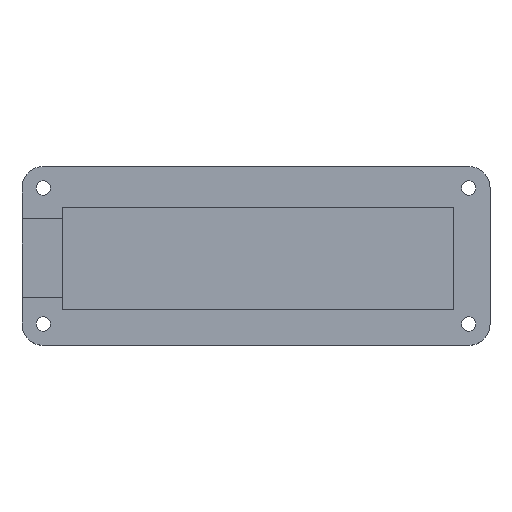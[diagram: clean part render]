
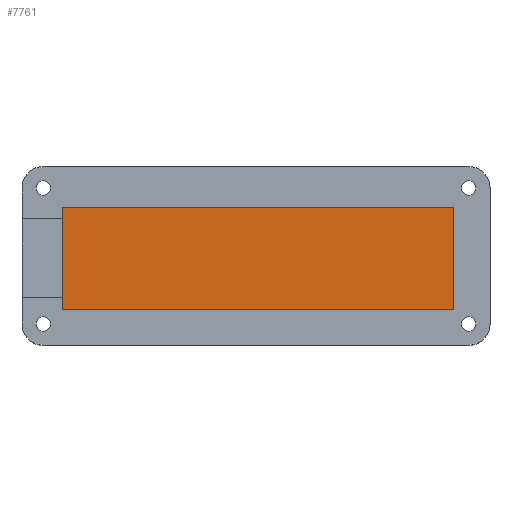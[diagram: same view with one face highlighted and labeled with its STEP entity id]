
A CAD part, top view. The second image highlights one B-rep face of the part: STEP entity #7761.
In plain terms, the highlighted planar face has unit normal (0, 0, 1).
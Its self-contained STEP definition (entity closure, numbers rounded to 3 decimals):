
#215=PLANE('',#7941);
#625=FACE_OUTER_BOUND('',#1076,.T.);
#1076=EDGE_LOOP('',(#7016,#7017,#7018,#7019));
#1684=LINE('',#15777,#2285);
#1685=LINE('',#15779,#2286);
#1686=LINE('',#15781,#2287);
#1687=LINE('',#15782,#2288);
#2285=VECTOR('',#8851,10.);
#2286=VECTOR('',#8852,10.);
#2287=VECTOR('',#8853,10.);
#2288=VECTOR('',#8854,10.);
#3599=VERTEX_POINT('',#15775);
#3600=VERTEX_POINT('',#15776);
#3601=VERTEX_POINT('',#15778);
#3602=VERTEX_POINT('',#15780);
#4748=EDGE_CURVE('',#3599,#3600,#1684,.T.);
#4749=EDGE_CURVE('',#3601,#3599,#1685,.T.);
#4750=EDGE_CURVE('',#3602,#3601,#1686,.T.);
#4751=EDGE_CURVE('',#3600,#3602,#1687,.T.);
#7016=ORIENTED_EDGE('',*,*,#4748,.F.);
#7017=ORIENTED_EDGE('',*,*,#4749,.F.);
#7018=ORIENTED_EDGE('',*,*,#4750,.F.);
#7019=ORIENTED_EDGE('',*,*,#4751,.F.);
#7761=ADVANCED_FACE('',(#625),#215,.T.);
#7941=AXIS2_PLACEMENT_3D('',#15774,#8849,#8850);
#8849=DIRECTION('center_axis',(0.,0.,1.));
#8850=DIRECTION('ref_axis',(1.,0.,0.));
#8851=DIRECTION('',(-1.,0.,0.));
#8852=DIRECTION('',(0.,-1.,0.));
#8853=DIRECTION('',(1.,0.,0.));
#8854=DIRECTION('',(0.,1.,0.));
#15774=CARTESIAN_POINT('Origin',(46.,-12.,3.));
#15775=CARTESIAN_POINT('',(92.,-24.,3.));
#15776=CARTESIAN_POINT('',(0.,-24.,3.));
#15777=CARTESIAN_POINT('',(69.,-24.,3.));
#15778=CARTESIAN_POINT('',(92.,0.,3.));
#15779=CARTESIAN_POINT('',(92.,-6.,3.));
#15780=CARTESIAN_POINT('',(0.,0.,3.));
#15781=CARTESIAN_POINT('',(23.,0.,3.));
#15782=CARTESIAN_POINT('',(0.,-18.,3.));
